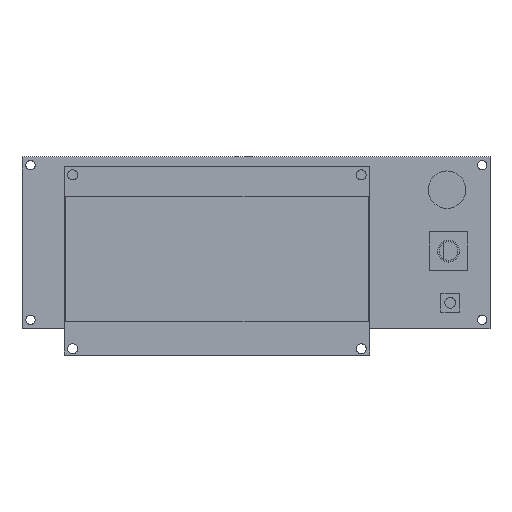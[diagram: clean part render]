
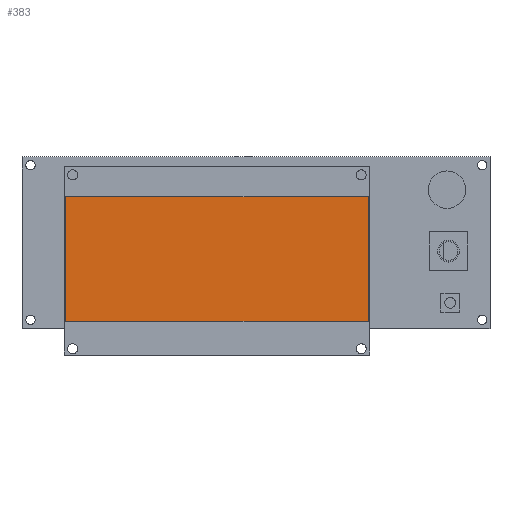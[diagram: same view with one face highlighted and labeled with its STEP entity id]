
A CAD part, top view. The second image highlights one B-rep face of the part: STEP entity #383.
In plain terms, the highlighted planar face has unit normal (0, 0, 1).
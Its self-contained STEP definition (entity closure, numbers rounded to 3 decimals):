
#39 = VERTEX_POINT ( 'NONE', #1618 ) ;
#40 = CARTESIAN_POINT ( 'NONE',  ( -61.019, 14.746, 15.1 ) ) ;
#89 = LINE ( 'NONE', #2019, #1767 ) ;
#232 = FACE_OUTER_BOUND ( 'NONE', #979, .T. ) ;
#253 = CARTESIAN_POINT ( 'NONE',  ( 35.981, 14.746, 15.1 ) ) ;
#290 = DIRECTION ( 'NONE',  ( 0., 0., 1. ) ) ;
#383 = ADVANCED_FACE ( 'NONE', ( #232 ), #1534, .T. ) ;
#609 = ORIENTED_EDGE ( 'NONE', *, *, #1902, .T. ) ;
#639 = EDGE_CURVE ( 'NONE', #1748, #873, #658, .T. ) ;
#658 = LINE ( 'NONE', #1994, #1053 ) ;
#778 = VECTOR ( 'NONE', #2166, 1000. ) ;
#873 = VERTEX_POINT ( 'NONE', #1577 ) ;
#979 = EDGE_LOOP ( 'NONE', ( #609, #1890, #1978, #1526 ) ) ;
#991 = DIRECTION ( 'NONE',  ( 1., 0., 0. ) ) ;
#1053 = VECTOR ( 'NONE', #991, 1000. ) ;
#1236 = DIRECTION ( 'NONE',  ( 0., -1., 0. ) ) ;
#1365 = VERTEX_POINT ( 'NONE', #1614 ) ;
#1391 = AXIS2_PLACEMENT_3D ( 'NONE', #2033, #290, #1916 ) ;
#1513 = EDGE_CURVE ( 'NONE', #1365, #39, #89, .T. ) ;
#1526 = ORIENTED_EDGE ( 'NONE', *, *, #1513, .T. ) ;
#1534 = PLANE ( 'NONE',  #1391 ) ;
#1577 = CARTESIAN_POINT ( 'NONE',  ( 35.981, -25.255, 15.1 ) ) ;
#1614 = CARTESIAN_POINT ( 'NONE',  ( 35.981, 14.746, 15.1 ) ) ;
#1618 = CARTESIAN_POINT ( 'NONE',  ( -61.019, 14.746, 15.1 ) ) ;
#1662 = DIRECTION ( 'NONE',  ( -1., 0., 0. ) ) ;
#1748 = VERTEX_POINT ( 'NONE', #2251 ) ;
#1767 = VECTOR ( 'NONE', #1662, 1000. ) ;
#1890 = ORIENTED_EDGE ( 'NONE', *, *, #639, .T. ) ;
#1902 = EDGE_CURVE ( 'NONE', #39, #1748, #2040, .T. ) ;
#1916 = DIRECTION ( 'NONE',  ( 1., 0., 0. ) ) ;
#1939 = VECTOR ( 'NONE', #1236, 1000. ) ;
#1978 = ORIENTED_EDGE ( 'NONE', *, *, #2039, .T. ) ;
#1994 = CARTESIAN_POINT ( 'NONE',  ( -61.019, -25.255, 15.1 ) ) ;
#2019 = CARTESIAN_POINT ( 'NONE',  ( -61.019, 14.746, 15.1 ) ) ;
#2033 = CARTESIAN_POINT ( 'NONE',  ( 0., 0., 15.1 ) ) ;
#2039 = EDGE_CURVE ( 'NONE', #873, #1365, #2176, .T. ) ;
#2040 = LINE ( 'NONE', #40, #1939 ) ;
#2166 = DIRECTION ( 'NONE',  ( 0., 1., 0. ) ) ;
#2176 = LINE ( 'NONE', #253, #778 ) ;
#2251 = CARTESIAN_POINT ( 'NONE',  ( -61.019, -25.255, 15.1 ) ) ;
